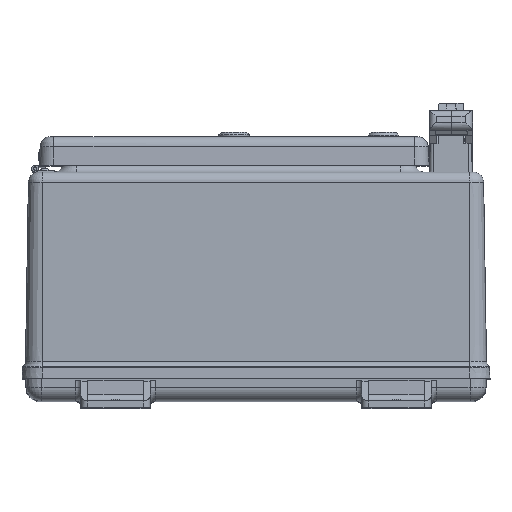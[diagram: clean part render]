
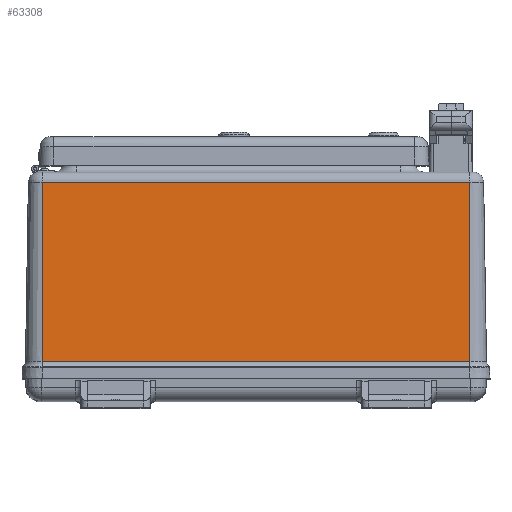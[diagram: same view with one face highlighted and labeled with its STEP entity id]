
A CAD part, top view. The second image highlights one B-rep face of the part: STEP entity #63308.
In plain terms, the highlighted planar face has unit normal (0, 0.016, 1).
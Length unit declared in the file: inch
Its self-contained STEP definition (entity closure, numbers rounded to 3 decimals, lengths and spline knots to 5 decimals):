
#472 = FACE_OUTER_BOUND ( 'NONE', #68112, .T. ) ;
#6449 = ORIENTED_EDGE ( 'NONE', *, *, #50092, .T. ) ;
#7347 = ORIENTED_EDGE ( 'NONE', *, *, #36141, .T. ) ;
#9580 = VERTEX_POINT ( 'NONE', #51313 ) ;
#9886 = VERTEX_POINT ( 'NONE', #59357 ) ;
#13310 = EDGE_CURVE ( 'NONE', #9580, #29578, #30557, .T. ) ;
#19937 = CARTESIAN_POINT ( 'NONE',  ( -6.91526, -1.64779, 10.03712 ) ) ;
#22276 = VECTOR ( 'NONE', #46717, 39.37008 ) ;
#29411 = CARTESIAN_POINT ( 'NONE',  ( 8.49099, -8.10441, 10.13979 ) ) ;
#29578 = VERTEX_POINT ( 'NONE', #29411 ) ;
#29854 = ORIENTED_EDGE ( 'NONE', *, *, #13310, .T. ) ;
#30066 = DIRECTION ( 'NONE',  ( 1., 0., 0. ) ) ;
#30557 = LINE ( 'NONE', #35738, #61427 ) ;
#34937 = PLANE ( 'NONE',  #43089 ) ;
#35738 = CARTESIAN_POINT ( 'NONE',  ( -6.91526, -8.10441, 10.13979 ) ) ;
#36141 = EDGE_CURVE ( 'NONE', #29578, #9886, #78414, .T. ) ;
#36282 = VECTOR ( 'NONE', #37619, 39.37008 ) ;
#36728 = VECTOR ( 'NONE', #74019, 39.37008 ) ;
#37619 = DIRECTION ( 'NONE',  ( -1., 0., 0. ) ) ;
#41640 = LINE ( 'NONE', #65387, #22276 ) ;
#42875 = CARTESIAN_POINT ( 'NONE',  ( 8.49099, -1.27875, 10.03125 ) ) ;
#43089 = AXIS2_PLACEMENT_3D ( 'NONE', #60245, #48103, #47064 ) ;
#46717 = DIRECTION ( 'NONE',  ( 0., 1., -0.016 ) ) ;
#47064 = DIRECTION ( 'NONE',  ( 0., -1., 0.016 ) ) ;
#48103 = DIRECTION ( 'NONE',  ( 0., 0.016, 1. ) ) ;
#50092 = EDGE_CURVE ( 'NONE', #9886, #71239, #65292, .T. ) ;
#51313 = CARTESIAN_POINT ( 'NONE',  ( -6.91526, -8.10441, 10.13979 ) ) ;
#57873 = CARTESIAN_POINT ( 'NONE',  ( -6.91526, -1.64779, 10.03712 ) ) ;
#59357 = CARTESIAN_POINT ( 'NONE',  ( 8.49099, -1.64779, 10.03712 ) ) ;
#60245 = CARTESIAN_POINT ( 'NONE',  ( -6.91526, -1.27875, 10.03125 ) ) ;
#61192 = ORIENTED_EDGE ( 'NONE', *, *, #76727, .F. ) ;
#61427 = VECTOR ( 'NONE', #30066, 39.37008 ) ;
#63308 = ADVANCED_FACE ( 'NONE', ( #472 ), #34937, .T. ) ;
#65292 = LINE ( 'NONE', #19937, #36282 ) ;
#65387 = CARTESIAN_POINT ( 'NONE',  ( -6.91526, -1.27875, 10.03125 ) ) ;
#68112 = EDGE_LOOP ( 'NONE', ( #6449, #61192, #29854, #7347 ) ) ;
#71239 = VERTEX_POINT ( 'NONE', #57873 ) ;
#74019 = DIRECTION ( 'NONE',  ( 0., 1., -0.016 ) ) ;
#76727 = EDGE_CURVE ( 'NONE', #9580, #71239, #41640, .T. ) ;
#78414 = LINE ( 'NONE', #42875, #36728 ) ;
